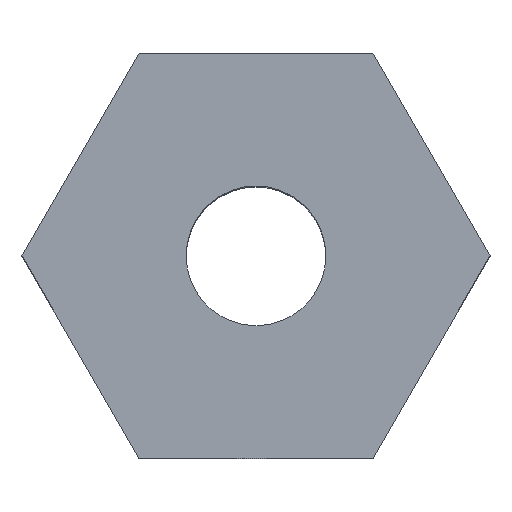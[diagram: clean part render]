
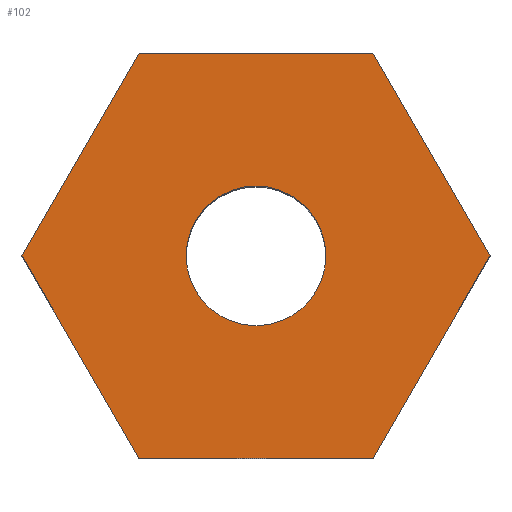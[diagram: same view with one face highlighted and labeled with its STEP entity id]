
A CAD part, top view. The second image highlights one B-rep face of the part: STEP entity #102.
In plain terms, the highlighted planar face has unit normal (0, 0, 1).
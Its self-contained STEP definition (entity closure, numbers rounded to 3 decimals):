
#102=ADVANCED_FACE('',(#245,#247),#249,.T.);
#245=FACE_BOUND('',#246,.T.);
#246=EDGE_LOOP('',(#611,#612,#613,#614,#615,#616));
#247=FACE_BOUND('',#248,.T.);
#248=EDGE_LOOP('',(#617));
#249=PLANE('',#250);
#250=AXIS2_PLACEMENT_3D('',#251,#252,#253);
#251=CARTESIAN_POINT('',(0.,0.,18.));
#252=DIRECTION('',(0.,0.,1.));
#253=DIRECTION('',(-1.,0.,0.));
#611=ORIENTED_EDGE('',*,*,#662,.T.);
#612=ORIENTED_EDGE('',*,*,#663,.T.);
#613=ORIENTED_EDGE('',*,*,#664,.T.);
#614=ORIENTED_EDGE('',*,*,#665,.T.);
#615=ORIENTED_EDGE('',*,*,#666,.T.);
#616=ORIENTED_EDGE('',*,*,#667,.T.);
#617=ORIENTED_EDGE('',*,*,#650,.T.);
#650=EDGE_CURVE('',#682,#682,#683,.F.);
#662=EDGE_CURVE('',#706,#707,#708,.T.);
#663=EDGE_CURVE('',#707,#709,#710,.T.);
#664=EDGE_CURVE('',#709,#711,#712,.T.);
#665=EDGE_CURVE('',#711,#713,#714,.T.);
#666=EDGE_CURVE('',#713,#715,#716,.T.);
#667=EDGE_CURVE('',#715,#706,#717,.T.);
#682=VERTEX_POINT('',#880);
#683=CIRCLE('',#881,2.067);
#706=VERTEX_POINT('',#1164);
#707=VERTEX_POINT('',#1165);
#708=LINE('',#1166,#1167);
#709=VERTEX_POINT('',#1169);
#710=LINE('',#1170,#1171);
#711=VERTEX_POINT('',#1173);
#712=LINE('',#1174,#1175);
#713=VERTEX_POINT('',#1177);
#714=LINE('',#1178,#1179);
#715=VERTEX_POINT('',#1181);
#716=LINE('',#1182,#1183);
#717=LINE('',#1185,#1186);
#880=CARTESIAN_POINT('',(2.067,0.,18.));
#881=AXIS2_PLACEMENT_3D('',#882,#883,#884);
#882=CARTESIAN_POINT('',(0.,0.,18.));
#883=DIRECTION('',(0.,0.,1.));
#884=DIRECTION('',(1.,0.,0.));
#1164=CARTESIAN_POINT('',(6.928,0.,18.));
#1165=CARTESIAN_POINT('',(3.464,6.,18.));
#1166=CARTESIAN_POINT('',(6.928,0.,18.));
#1167=VECTOR('',#1168,1.);
#1168=DIRECTION('',(-0.5,0.866,0.));
#1169=CARTESIAN_POINT('',(-3.464,6.,18.));
#1170=CARTESIAN_POINT('',(3.464,6.,18.));
#1171=VECTOR('',#1172,1.);
#1172=DIRECTION('',(-1.,0.,0.));
#1173=CARTESIAN_POINT('',(-6.928,0.,18.));
#1174=CARTESIAN_POINT('',(-3.464,6.,18.));
#1175=VECTOR('',#1176,1.);
#1176=DIRECTION('',(-0.5,-0.866,0.));
#1177=CARTESIAN_POINT('',(-3.464,-6.,18.));
#1178=CARTESIAN_POINT('',(-6.928,0.,18.));
#1179=VECTOR('',#1180,1.);
#1180=DIRECTION('',(0.5,-0.866,0.));
#1181=CARTESIAN_POINT('',(3.464,-6.,18.));
#1182=CARTESIAN_POINT('',(-3.464,-6.,18.));
#1183=VECTOR('',#1184,1.);
#1184=DIRECTION('',(1.,0.,0.));
#1185=CARTESIAN_POINT('',(3.464,-6.,18.));
#1186=VECTOR('',#1187,1.);
#1187=DIRECTION('',(0.5,0.866,0.));
